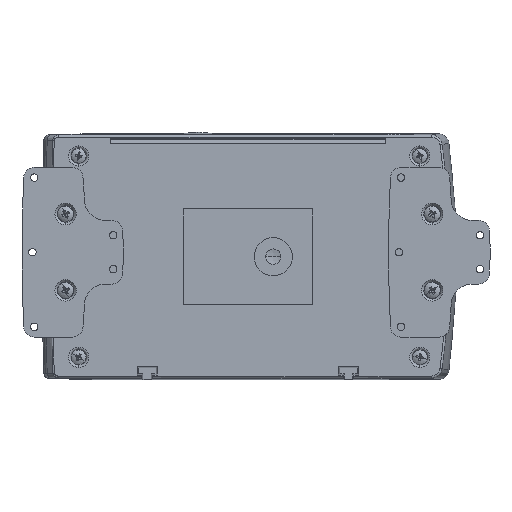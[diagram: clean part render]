
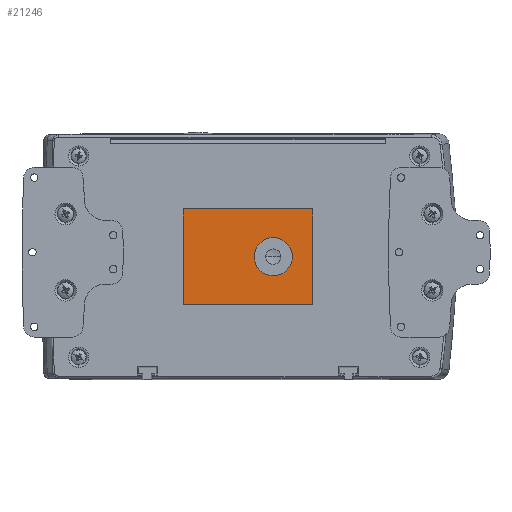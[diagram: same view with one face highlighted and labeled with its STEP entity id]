
A CAD part, front view. The second image highlights one B-rep face of the part: STEP entity #21246.
In plain terms, the highlighted planar face has unit normal (0, -1, 0).
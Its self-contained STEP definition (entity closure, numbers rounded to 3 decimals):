
#106 = CARTESIAN_POINT ( 'NONE',  ( 12., 0.3, 0. ) ) ;
#334 = CARTESIAN_POINT ( 'NONE',  ( 12., 0.3, 9. ) ) ;
#817 = LINE ( 'NONE', #7219, #8129 ) ;
#1735 = PLANE ( 'NONE',  #32154 ) ;
#2331 = DIRECTION ( 'NONE',  ( 0., -1., 0. ) ) ;
#2704 = EDGE_CURVE ( 'NONE', #26767, #5960, #31894, .T. ) ;
#3270 = ORIENTED_EDGE ( 'NONE', *, *, #11456, .T. ) ;
#3502 = CARTESIAN_POINT ( 'NONE',  ( 12., 0.3, -9. ) ) ;
#3967 = ORIENTED_EDGE ( 'NONE', *, *, #17387, .T. ) ;
#5960 = VERTEX_POINT ( 'NONE', #10455 ) ;
#6648 = FACE_OUTER_BOUND ( 'NONE', #8356, .T. ) ;
#6740 = ORIENTED_EDGE ( 'NONE', *, *, #2704, .T. ) ;
#7219 = CARTESIAN_POINT ( 'NONE',  ( 30.5, 0.3, -22.5 ) ) ;
#7503 = FACE_BOUND ( 'NONE', #30671, .T. ) ;
#8129 = VECTOR ( 'NONE', #23489, 1000. ) ;
#8147 = CARTESIAN_POINT ( 'NONE',  ( -30.5, 0.3, 22.5 ) ) ;
#8212 = AXIS2_PLACEMENT_3D ( 'NONE', #106, #15215, #34309 ) ;
#8356 = EDGE_LOOP ( 'NONE', ( #3967, #8631, #6740, #3270 ) ) ;
#8631 = ORIENTED_EDGE ( 'NONE', *, *, #29771, .T. ) ;
#8647 = VERTEX_POINT ( 'NONE', #33855 ) ;
#8914 = DIRECTION ( 'NONE',  ( 0., 0., -1. ) ) ;
#9105 = VERTEX_POINT ( 'NONE', #11517 ) ;
#10455 = CARTESIAN_POINT ( 'NONE',  ( -30.5, 0.3, -22.5 ) ) ;
#11456 = EDGE_CURVE ( 'NONE', #5960, #9105, #35231, .T. ) ;
#11517 = CARTESIAN_POINT ( 'NONE',  ( 30.5, 0.3, -22.5 ) ) ;
#11916 = DIRECTION ( 'NONE',  ( -1., 0., 0. ) ) ;
#12632 = CARTESIAN_POINT ( 'NONE',  ( 0., 0.3, 0. ) ) ;
#12754 = DIRECTION ( 'NONE',  ( 0., 1., 0. ) ) ;
#15215 = DIRECTION ( 'NONE',  ( 0., -1., 0. ) ) ;
#15332 = EDGE_CURVE ( 'NONE', #16301, #17969, #20971, .T. ) ;
#15357 = VECTOR ( 'NONE', #11916, 1000. ) ;
#16301 = VERTEX_POINT ( 'NONE', #334 ) ;
#16968 = CIRCLE ( 'NONE', #8212, 9. ) ;
#17387 = EDGE_CURVE ( 'NONE', #9105, #8647, #817, .T. ) ;
#17969 = VERTEX_POINT ( 'NONE', #3502 ) ;
#18670 = CARTESIAN_POINT ( 'NONE',  ( 12., 0.3, 0. ) ) ;
#20358 = ORIENTED_EDGE ( 'NONE', *, *, #32526, .F. ) ;
#20971 = CIRCLE ( 'NONE', #25176, 9. ) ;
#21246 = ADVANCED_FACE ( 'NONE', ( #7503, #6648 ), #1735, .F. ) ;
#21410 = DIRECTION ( 'NONE',  ( 0., 0., -1. ) ) ;
#22573 = LINE ( 'NONE', #25360, #15357 ) ;
#23489 = DIRECTION ( 'NONE',  ( 0., 0., 1. ) ) ;
#25176 = AXIS2_PLACEMENT_3D ( 'NONE', #18670, #2331, #21410 ) ;
#25360 = CARTESIAN_POINT ( 'NONE',  ( -30.5, 0.3, 22.5 ) ) ;
#25490 = VECTOR ( 'NONE', #8914, 1000. ) ;
#26767 = VERTEX_POINT ( 'NONE', #8147 ) ;
#27954 = CARTESIAN_POINT ( 'NONE',  ( -30.5, 0.3, -22.5 ) ) ;
#28009 = CARTESIAN_POINT ( 'NONE',  ( -30.5, 0.3, -22.5 ) ) ;
#28132 = DIRECTION ( 'NONE',  ( 1., 0., 0. ) ) ;
#29771 = EDGE_CURVE ( 'NONE', #8647, #26767, #22573, .T. ) ;
#30671 = EDGE_LOOP ( 'NONE', ( #20358, #31688 ) ) ;
#31688 = ORIENTED_EDGE ( 'NONE', *, *, #15332, .F. ) ;
#31808 = DIRECTION ( 'NONE',  ( 0., 0., 1. ) ) ;
#31894 = LINE ( 'NONE', #27954, #25490 ) ;
#32154 = AXIS2_PLACEMENT_3D ( 'NONE', #12632, #12754, #31808 ) ;
#32526 = EDGE_CURVE ( 'NONE', #17969, #16301, #16968, .T. ) ;
#33855 = CARTESIAN_POINT ( 'NONE',  ( 30.5, 0.3, 22.5 ) ) ;
#34309 = DIRECTION ( 'NONE',  ( 0., 0., -1. ) ) ;
#34377 = VECTOR ( 'NONE', #28132, 1000. ) ;
#35231 = LINE ( 'NONE', #28009, #34377 ) ;
